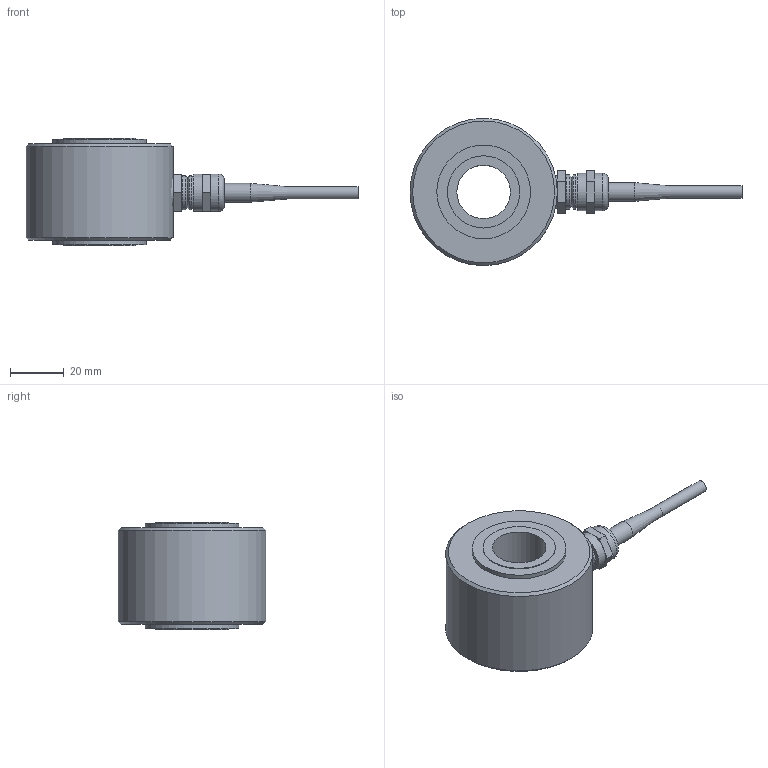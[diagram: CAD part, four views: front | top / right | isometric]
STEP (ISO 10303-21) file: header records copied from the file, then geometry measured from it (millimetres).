
FILE_DESCRIPTION( ( 'Unknown' ), '1' );
FILE_NAME( 'K18-100kN.stp', 'Unknown', ( 'Unknown' ), ( 'Unknown' ), 'PSStep 17.0.49', 'Unknown', ' ' );
FILE_SCHEMA( ( 'AUTOMOTIVE_DESIGN { 1 0 10303 214 1 1 1 1 }' ) );
Length unit declared in the file: millimetre
Products named in the file (4): Assem1; 1431-010_Kraftaufnehmer_DOC-00068394; pg7_doc-00007707; kabeldurchmesser 4,3_doc-00058197
Assembly tree (3 placements, depth 2):
  Assem1
    1431-010_Kraftaufnehmer_DOC-00068394
    pg7_doc-00007707
    kabeldurchmesser 4,3_doc-00058197
Bounding box: 124 x 55 x 40 mm (x, y, z)
Volume: 80550.2 mm3; surface area: 16480.6 mm2
Topology: 3 solids, 3 shells, 66 faces, 133 edges, 82 vertices
Faces by surface type: plane 39, cylinder 16, cone 10, torus 1
Full cylindrical faces by diameter (mm): 3 x1, 4.6 x1, 7 x2, 12 x2, 12.7 x2, 14 x2, 20 x1, 27 x2, 35 x2, 55 x1
Entity records: 2136 total; most frequent: DIRECTION 294, CARTESIAN_POINT 248, ORIENTED_EDGE 202, AXIS2_PLACEMENT_3D 123, EDGE_LOOP 106, EDGE_CURVE 101, FACE_OUTER_BOUND 83, VERTEX_POINT 77
